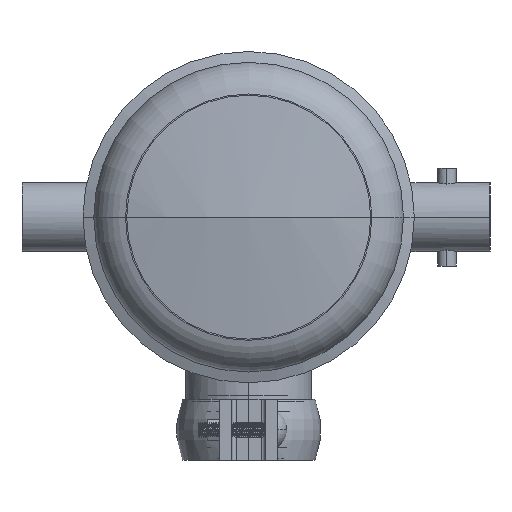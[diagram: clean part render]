
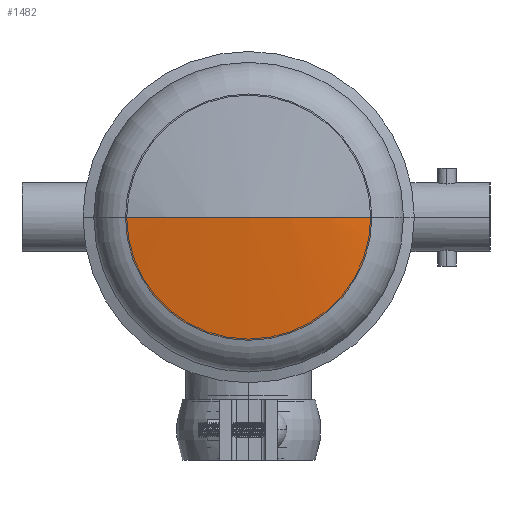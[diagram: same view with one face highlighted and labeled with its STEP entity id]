
A CAD part, left-side view. The second image highlights one B-rep face of the part: STEP entity #1482.
In plain terms, the highlighted spherical face has radius 507.99 mm.
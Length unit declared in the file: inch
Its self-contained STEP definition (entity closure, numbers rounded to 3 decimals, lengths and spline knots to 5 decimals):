
#826 = DIRECTION ( 'NONE',  ( 0., 1., 0. ) ) ;
#935 = VERTEX_POINT ( 'NONE', #27439 ) ;
#1482 = ADVANCED_FACE ( 'NONE', ( #25674 ), #28849, .T. ) ;
#4370 = EDGE_LOOP ( 'NONE', ( #17065, #20234, #8726 ) ) ;
#4966 = AXIS2_PLACEMENT_3D ( 'NONE', #7853, #26105, #28386 ) ;
#6187 = CIRCLE ( 'NONE', #4966, 19.99963 ) ;
#7170 = EDGE_CURVE ( 'NONE', #935, #12672, #6187, .T. ) ;
#7853 = CARTESIAN_POINT ( 'NONE',  ( 20., 0., 0. ) ) ;
#8341 = CIRCLE ( 'NONE', #25132, 19.99963 ) ;
#8726 = ORIENTED_EDGE ( 'NONE', *, *, #7170, .F. ) ;
#8976 = DIRECTION ( 'NONE',  ( 0., -1., 0. ) ) ;
#9170 = CARTESIAN_POINT ( 'NONE',  ( 0.46314, 0., 0. ) ) ;
#11979 = CARTESIAN_POINT ( 'NONE',  ( 20., 0., 0. ) ) ;
#12388 = AXIS2_PLACEMENT_3D ( 'NONE', #9170, #24697, #8976 ) ;
#12672 = VERTEX_POINT ( 'NONE', #13413 ) ;
#12850 = AXIS2_PLACEMENT_3D ( 'NONE', #11979, #27956, #826 ) ;
#13413 = CARTESIAN_POINT ( 'NONE',  ( 0.00037, 0., 0. ) ) ;
#17065 = ORIENTED_EDGE ( 'NONE', *, *, #22219, .T. ) ;
#20044 = CARTESIAN_POINT ( 'NONE',  ( 20., 0., 0. ) ) ;
#20234 = ORIENTED_EDGE ( 'NONE', *, *, #21087, .T. ) ;
#20614 = CIRCLE ( 'NONE', #12388, 4.27741 ) ;
#21087 = EDGE_CURVE ( 'NONE', #28183, #12672, #8341, .T. ) ;
#22219 = EDGE_CURVE ( 'NONE', #935, #28183, #20614, .T. ) ;
#24356 = DIRECTION ( 'NONE',  ( 0., 0., -1. ) ) ;
#24453 = DIRECTION ( 'NONE',  ( 0., 1., 0. ) ) ;
#24697 = DIRECTION ( 'NONE',  ( -1., 0., 0. ) ) ;
#25132 = AXIS2_PLACEMENT_3D ( 'NONE', #20044, #24356, #24453 ) ;
#25674 = FACE_OUTER_BOUND ( 'NONE', #4370, .T. ) ;
#26105 = DIRECTION ( 'NONE',  ( 0., 0., 1. ) ) ;
#27439 = CARTESIAN_POINT ( 'NONE',  ( 0.46314, 4.27741, 0. ) ) ;
#27956 = DIRECTION ( 'NONE',  ( 0., 0., -1. ) ) ;
#28183 = VERTEX_POINT ( 'NONE', #28600 ) ;
#28386 = DIRECTION ( 'NONE',  ( 1., 0., 0. ) ) ;
#28600 = CARTESIAN_POINT ( 'NONE',  ( 0.46314, -4.27741, 0. ) ) ;
#28849 = SPHERICAL_SURFACE ( 'NONE', #12850, 19.99963 ) ;
